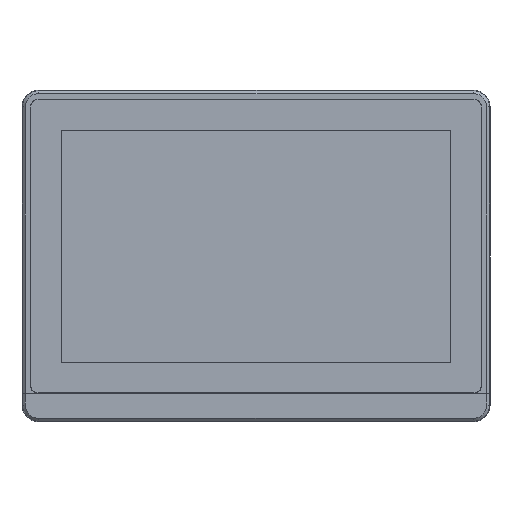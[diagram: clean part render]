
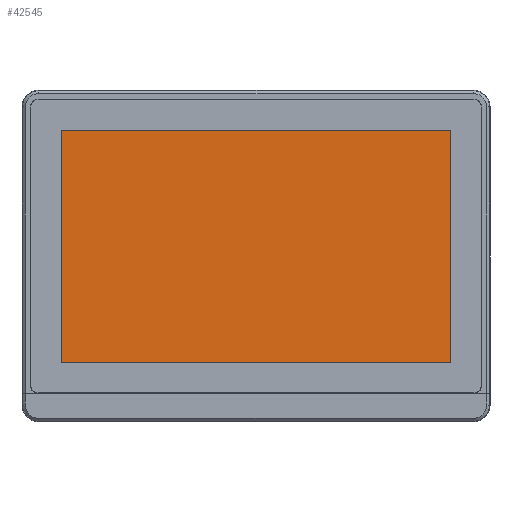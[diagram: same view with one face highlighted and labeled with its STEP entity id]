
A CAD part, top view. The second image highlights one B-rep face of the part: STEP entity #42545.
In plain terms, the highlighted planar face has unit normal (0, 0, 1).
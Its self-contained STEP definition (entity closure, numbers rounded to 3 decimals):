
#950 = DIRECTION ( 'NONE',  ( 0., 1., 0. ) ) ;
#980 = DIRECTION ( 'NONE',  ( 1., 0., 0. ) ) ;
#1982 = CARTESIAN_POINT ( 'NONE',  ( 77., -42.285, -0.1 ) ) ;
#2315 = VERTEX_POINT ( 'NONE', #7660 ) ;
#2897 = VECTOR ( 'NONE', #13869, 1000. ) ;
#3129 = LINE ( 'NONE', #15297, #2897 ) ;
#3596 = CARTESIAN_POINT ( 'NONE',  ( -77., -42.285, -0.1 ) ) ;
#4146 = VERTEX_POINT ( 'NONE', #12307 ) ;
#4330 = VECTOR ( 'NONE', #24370, 1000. ) ;
#4384 = LINE ( 'NONE', #25278, #4330 ) ;
#4780 = ORIENTED_EDGE ( 'NONE', *, *, #8472, .T. ) ;
#7039 = VECTOR ( 'NONE', #950, 1000. ) ;
#7138 = LINE ( 'NONE', #1982, #7039 ) ;
#7660 = CARTESIAN_POINT ( 'NONE',  ( 77., -42.285, -0.1 ) ) ;
#8472 = EDGE_CURVE ( 'NONE', #39387, #2315, #29359, .T. ) ;
#8895 = AXIS2_PLACEMENT_3D ( 'NONE', #25661, #25574, #25569 ) ;
#9984 = EDGE_LOOP ( 'NONE', ( #4780, #13959, #13093, #32558 ) ) ;
#12307 = CARTESIAN_POINT ( 'NONE',  ( -77., 49.515, -0.1 ) ) ;
#13093 = ORIENTED_EDGE ( 'NONE', *, *, #27769, .T. ) ;
#13869 = DIRECTION ( 'NONE',  ( 0., -1., 0. ) ) ;
#13959 = ORIENTED_EDGE ( 'NONE', *, *, #27554, .T. ) ;
#14720 = VECTOR ( 'NONE', #980, 1000. ) ;
#15297 = CARTESIAN_POINT ( 'NONE',  ( -77., 49.515, -0.1 ) ) ;
#18040 = CARTESIAN_POINT ( 'NONE',  ( 77., 49.515, -0.1 ) ) ;
#24370 = DIRECTION ( 'NONE',  ( -1., 0., 0. ) ) ;
#25278 = CARTESIAN_POINT ( 'NONE',  ( 77., 49.515, -0.1 ) ) ;
#25569 = DIRECTION ( 'NONE',  ( -1., 0., 0. ) ) ;
#25574 = DIRECTION ( 'NONE',  ( 0., 0., 1. ) ) ;
#25661 = CARTESIAN_POINT ( 'NONE',  ( -506.816, 123.415, -0.1 ) ) ;
#26082 = PLANE ( 'NONE',  #8895 ) ;
#27554 = EDGE_CURVE ( 'NONE', #2315, #41447, #7138, .T. ) ;
#27769 = EDGE_CURVE ( 'NONE', #41447, #4146, #4384, .T. ) ;
#27831 = EDGE_CURVE ( 'NONE', #4146, #39387, #3129, .T. ) ;
#29359 = LINE ( 'NONE', #3596, #14720 ) ;
#30525 = CARTESIAN_POINT ( 'NONE',  ( -77., -42.285, -0.1 ) ) ;
#32558 = ORIENTED_EDGE ( 'NONE', *, *, #27831, .T. ) ;
#39387 = VERTEX_POINT ( 'NONE', #30525 ) ;
#40112 = FACE_OUTER_BOUND ( 'NONE', #9984, .T. ) ;
#41447 = VERTEX_POINT ( 'NONE', #18040 ) ;
#42545 = ADVANCED_FACE ( 'NONE', ( #40112 ), #26082, .T. ) ;
